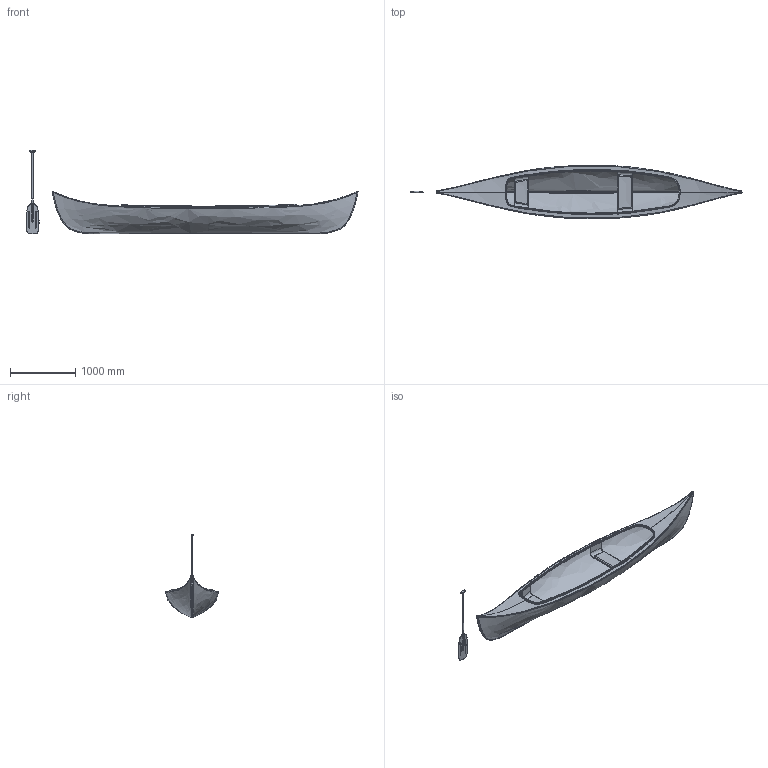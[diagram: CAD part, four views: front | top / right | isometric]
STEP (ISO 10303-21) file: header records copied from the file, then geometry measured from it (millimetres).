
FILE_DESCRIPTION(('FreeCAD Model'),'2;1');
FILE_NAME('Open CASCADE Shape Model','2025-05-03T05:34:16',('FreeCAD'),( 'FreeCAD'),'Open CASCADE STEP processor 7.6','FreeCAD','Unknown');
FILE_SCHEMA(('AUTOMOTIVE_DESIGN { 1 0 10303 214 1 1 1 1 }'));
Products named in the file (1): Open CASCADE STEP translator 7.6 1
Bounding box: 5092.35 x 821.36 x 1287.68 mm (x, y, z)
Volume: 25875814.6 mm3; surface area: 13935209 mm2
Topology: 6 solids, 6 shells, 362 faces, 823 edges, 470 vertices
Faces by surface type: bspline 362
Entity records: 100113 total; most frequent: CARTESIAN_POINT 95432, ORIENTED_EDGE 1638, EDGE_CURVE 819, B_SPLINE_CURVE_WITH_KNOTS 571, VERTEX_POINT 470, FACE_BOUND 367, EDGE_LOOP 367, ADVANCED_FACE 362
